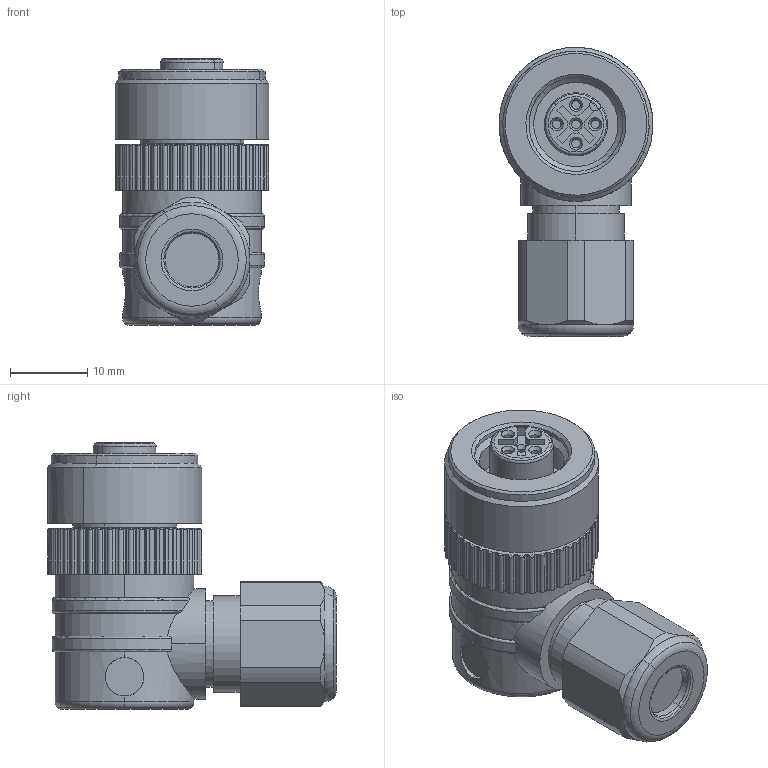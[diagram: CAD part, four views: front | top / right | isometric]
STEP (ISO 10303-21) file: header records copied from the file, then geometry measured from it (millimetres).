
FILE_DESCRIPTION((''),'2;1');
FILE_NAME('CAD-7286','2021-07-19T14:17:42',('creinig-se'),(''),'CREO PARAMETRIC BY PTC INC, 2019292','CREO PARAMETRIC BY PTC INC, 2019292','');
FILE_SCHEMA(('CONFIG_CONTROL_DESIGN','SHAPE_APPEARANCE_LAYERS_GROUPS'));
Length unit declared in the file: millimetre
Products named in the file (1): CAD-7286
Bounding box: 19.99 x 37.5 x 34.65 mm (x, y, z)
Volume: 12206.5 mm3; surface area: 4452.2 mm2
Topology: 1 solids, 1 shells, 384 faces, 1143 edges, 781 vertices
Faces by surface type: cylinder 243, cone 71, plane 49, torus 21
Entity records: 16861 total; most frequent: CARTESIAN_POINT 3622, DIRECTION 2324, ORIENTED_EDGE 2286, EDGE_CURVE 1143, AXIS2_PLACEMENT_3D 1002, VERTEX_POINT 781, CIRCLE 618, EDGE_LOOP 404
